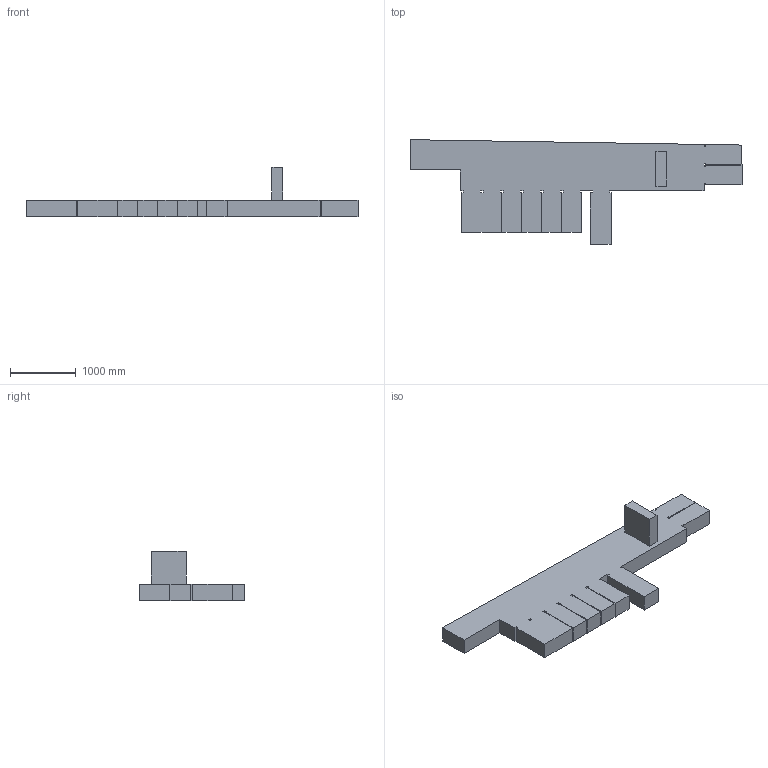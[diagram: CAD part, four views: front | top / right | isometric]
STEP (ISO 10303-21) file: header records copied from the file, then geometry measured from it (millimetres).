
FILE_DESCRIPTION (( 'STEP AP214' ), '1' );
FILE_NAME ('CarParkExample.STEP', '2015-05-19T12:18:31', ( '' ), ( '' ), 'SwSTEP 2.0', 'SolidWorks 2014', '' );
FILE_SCHEMA (( 'AUTOMOTIVE_DESIGN' ));
Length unit declared in the file: millimetre
Products named in the file (1): CarParkExample
Bounding box: 5068.57 x 1597.1 x 750 mm (x, y, z)
Volume: 1248233486.2 mm3; surface area: 15734062.8 mm2
Topology: 1 solids, 2 shells, 85 faces, 240 edges, 160 vertices
Faces by surface type: plane 83, cylinder 2
Entity records: 2778 total; most frequent: CARTESIAN_POINT 486, ORIENTED_EDGE 480, DIRECTION 416, EDGE_CURVE 240, LINE 236, VECTOR 236, VERTEX_POINT 160, AXIS2_PLACEMENT_3D 90
